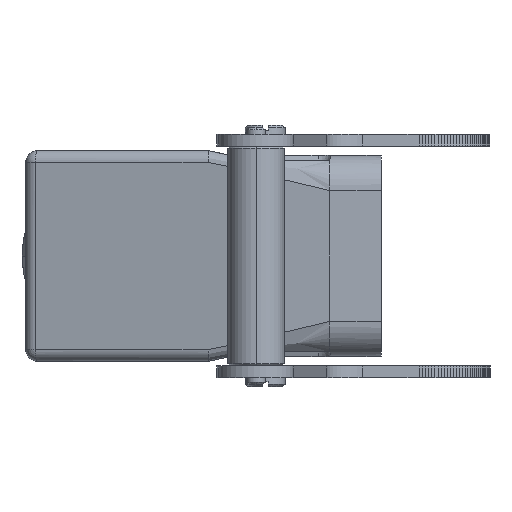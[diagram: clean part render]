
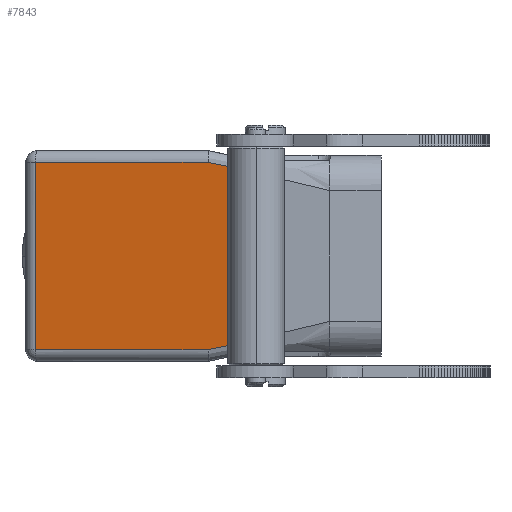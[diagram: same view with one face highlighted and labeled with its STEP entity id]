
A CAD part, left-side view. The second image highlights one B-rep face of the part: STEP entity #7843.
In plain terms, the highlighted planar face has unit normal (-0.982, 0.191, 0).
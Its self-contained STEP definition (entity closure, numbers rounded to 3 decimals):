
#425=DIRECTION('',(-0.187,-0.963,-0.193));
#426=VECTOR('',#425,5.192);
#427=CARTESIAN_POINT('',(-57.03,5.,20.));
#428=LINE('',#427,#426);
#429=DIRECTION('',(0.,0.,-1.));
#430=VECTOR('',#429,38.);
#431=CARTESIAN_POINT('',(-58.002,-0.001,
19.));
#432=LINE('',#431,#430);
#433=DIRECTION('',(0.187,0.963,-0.193));
#434=VECTOR('',#433,5.192);
#435=CARTESIAN_POINT('',(-58.002,-0.001,
-19.));
#436=LINE('',#435,#434);
#447=DIRECTION('',(0.191,0.982,0.));
#448=VECTOR('',#447,37.669);
#449=CARTESIAN_POINT('',(-57.03,5.,20.));
#450=LINE('',#449,#448);
#480=DIRECTION('',(0.,0.,-1.));
#481=VECTOR('',#480,40.);
#482=CARTESIAN_POINT('',(-49.843,41.977,20.));
#483=LINE('',#482,#481);
#5207=DIRECTION('',(-0.191,-0.982,0.));
#5208=VECTOR('',#5207,37.669);
#5209=CARTESIAN_POINT('',(-49.843,41.977,
-20.));
#5210=LINE('',#5209,#5208);
#6114=CARTESIAN_POINT('',(-58.002,-0.001,
-19.));
#6115=CARTESIAN_POINT('',(-57.03,5.,
-20.));
#6116=VERTEX_POINT('',#6114);
#6117=VERTEX_POINT('',#6115);
#6119=CARTESIAN_POINT('',(-57.03,5.,20.));
#6120=CARTESIAN_POINT('',(-49.843,41.977,20.));
#6121=VERTEX_POINT('',#6119);
#6122=VERTEX_POINT('',#6120);
#6123=CARTESIAN_POINT('',(-58.002,-0.001,
19.));
#6124=VERTEX_POINT('',#6123);
#6125=CARTESIAN_POINT('',(-49.843,41.977,
-20.));
#6126=VERTEX_POINT('',#6125);
#7825=CARTESIAN_POINT('',(-49.68,42.817,
-20.8));
#7826=DIRECTION('',(-0.982,0.191,0.));
#7827=DIRECTION('',(-0.191,-0.982,0.));
#7828=AXIS2_PLACEMENT_3D('',#7825,#7826,#7827);
#7829=PLANE('',#7828);
#7831=ORIENTED_EDGE('',*,*,#7830,.F.);
#7833=ORIENTED_EDGE('',*,*,#7832,.T.);
#7835=ORIENTED_EDGE('',*,*,#7834,.T.);
#7836=ORIENTED_EDGE('',*,*,#7813,.T.);
#7838=ORIENTED_EDGE('',*,*,#7837,.F.);
#7840=ORIENTED_EDGE('',*,*,#7839,.F.);
#7841=EDGE_LOOP('',(#7831,#7833,#7835,#7836,#7838,#7840));
#7842=FACE_OUTER_BOUND('',#7841,.F.);
#7813=EDGE_CURVE('',#6116,#6117,#436,.T.);
#7830=EDGE_CURVE('',#6121,#6122,#450,.T.);
#7832=EDGE_CURVE('',#6121,#6124,#428,.T.);
#7834=EDGE_CURVE('',#6124,#6116,#432,.T.);
#7837=EDGE_CURVE('',#6126,#6117,#5210,.T.);
#7839=EDGE_CURVE('',#6122,#6126,#483,.T.);
#7843=ADVANCED_FACE('',(#7842),#7829,.T.);
